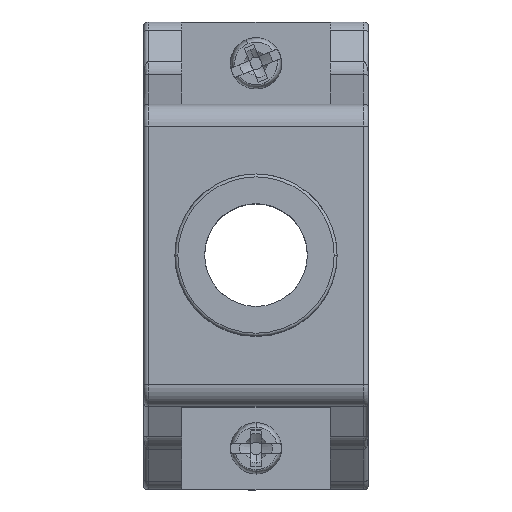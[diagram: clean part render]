
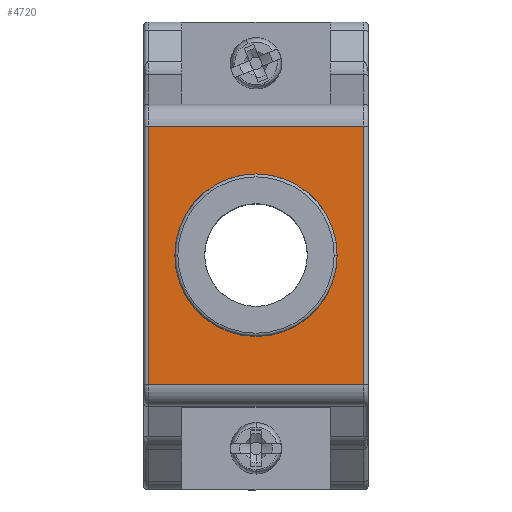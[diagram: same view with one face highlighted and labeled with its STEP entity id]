
A CAD part, top view. The second image highlights one B-rep face of the part: STEP entity #4720.
In plain terms, the highlighted planar face has unit normal (0, 0, 1).
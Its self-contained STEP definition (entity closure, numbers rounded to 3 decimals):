
#756 = CARTESIAN_POINT ( 'NONE',  ( -10.207, 3.908, 13.75 ) ) ;
#1341 = CARTESIAN_POINT ( 'NONE',  ( -10.207, -0.892, 13.75 ) ) ;
#2042 = VERTEX_POINT ( 'NONE', #23486 ) ;
#2289 = FACE_BOUND ( 'NONE', #25950, .T. ) ;
#2550 = CIRCLE ( 'NONE', #12306, 4.8 ) ;
#2670 = LINE ( 'NONE', #11151, #24620 ) ;
#2693 = LINE ( 'NONE', #2974, #14376 ) ;
#2974 = CARTESIAN_POINT ( 'NONE',  ( -10.207, -9.692, 13.75 ) ) ;
#3275 = ORIENTED_EDGE ( 'NONE', *, *, #15767, .T. ) ;
#3317 = VERTEX_POINT ( 'NONE', #19188 ) ;
#3865 = DIRECTION ( 'NONE',  ( 0., -1., 0. ) ) ;
#4306 = CARTESIAN_POINT ( 'NONE',  ( -10.207, 7.908, 13.75 ) ) ;
#4443 = VERTEX_POINT ( 'NONE', #11610 ) ;
#4720 = ADVANCED_FACE ( 'NONE', ( #6326, #2289 ), #11043, .F. ) ;
#4795 = EDGE_CURVE ( 'NONE', #8439, #3317, #2693, .T. ) ;
#5303 = DIRECTION ( 'NONE',  ( 0., -1., 0. ) ) ;
#6326 = FACE_OUTER_BOUND ( 'NONE', #16292, .T. ) ;
#6379 = DIRECTION ( 'NONE',  ( -1., 0., 0. ) ) ;
#6600 = DIRECTION ( 'NONE',  ( 1., 0., 0. ) ) ;
#6720 = CARTESIAN_POINT ( 'NONE',  ( -17.557, -11.192, 13.75 ) ) ;
#7409 = CARTESIAN_POINT ( 'NONE',  ( -10.207, -0.892, 13.75 ) ) ;
#7474 = VECTOR ( 'NONE', #15069, 1000. ) ;
#8164 = VERTEX_POINT ( 'NONE', #25306 ) ;
#8439 = VERTEX_POINT ( 'NONE', #8621 ) ;
#8621 = CARTESIAN_POINT ( 'NONE',  ( -17.557, -9.692, 13.75 ) ) ;
#8671 = AXIS2_PLACEMENT_3D ( 'NONE', #1341, #10381, #3865 ) ;
#9974 = EDGE_CURVE ( 'NONE', #24913, #2042, #2550, .T. ) ;
#10381 = DIRECTION ( 'NONE',  ( 0., 0., -1. ) ) ;
#11015 = EDGE_CURVE ( 'NONE', #8164, #8439, #23348, .T. ) ;
#11043 = PLANE ( 'NONE',  #25528 ) ;
#11151 = CARTESIAN_POINT ( 'NONE',  ( -2.857, 9.408, 13.75 ) ) ;
#11175 = DIRECTION ( 'NONE',  ( 1., 0., 0. ) ) ;
#11610 = CARTESIAN_POINT ( 'NONE',  ( -2.857, 7.908, 13.75 ) ) ;
#12107 = DIRECTION ( 'NONE',  ( 0., 0., -1. ) ) ;
#12306 = AXIS2_PLACEMENT_3D ( 'NONE', #7409, #12107, #5303 ) ;
#12551 = ORIENTED_EDGE ( 'NONE', *, *, #22668, .T. ) ;
#13463 = VECTOR ( 'NONE', #6379, 1000. ) ;
#13610 = ORIENTED_EDGE ( 'NONE', *, *, #4795, .T. ) ;
#14376 = VECTOR ( 'NONE', #11175, 1000. ) ;
#15069 = DIRECTION ( 'NONE',  ( 0., -1., 0. ) ) ;
#15767 = EDGE_CURVE ( 'NONE', #3317, #4443, #2670, .T. ) ;
#16292 = EDGE_LOOP ( 'NONE', ( #12551, #23989, #13610, #3275 ) ) ;
#18706 = ORIENTED_EDGE ( 'NONE', *, *, #9974, .T. ) ;
#18774 = LINE ( 'NONE', #4306, #13463 ) ;
#19188 = CARTESIAN_POINT ( 'NONE',  ( -2.857, -9.692, 13.75 ) ) ;
#19426 = CARTESIAN_POINT ( 'NONE',  ( -10.207, -11.192, 13.75 ) ) ;
#19561 = DIRECTION ( 'NONE',  ( 0., 0., -1. ) ) ;
#19666 = DIRECTION ( 'NONE',  ( 0., 1., 0. ) ) ;
#20643 = CIRCLE ( 'NONE', #8671, 4.8 ) ;
#21632 = ORIENTED_EDGE ( 'NONE', *, *, #23624, .T. ) ;
#22668 = EDGE_CURVE ( 'NONE', #4443, #8164, #18774, .T. ) ;
#23348 = LINE ( 'NONE', #6720, #7474 ) ;
#23486 = CARTESIAN_POINT ( 'NONE',  ( -10.207, -5.692, 13.75 ) ) ;
#23624 = EDGE_CURVE ( 'NONE', #2042, #24913, #20643, .T. ) ;
#23989 = ORIENTED_EDGE ( 'NONE', *, *, #11015, .T. ) ;
#24620 = VECTOR ( 'NONE', #19666, 1000. ) ;
#24913 = VERTEX_POINT ( 'NONE', #756 ) ;
#25306 = CARTESIAN_POINT ( 'NONE',  ( -17.557, 7.908, 13.75 ) ) ;
#25528 = AXIS2_PLACEMENT_3D ( 'NONE', #19426, #19561, #6600 ) ;
#25950 = EDGE_LOOP ( 'NONE', ( #21632, #18706 ) ) ;
